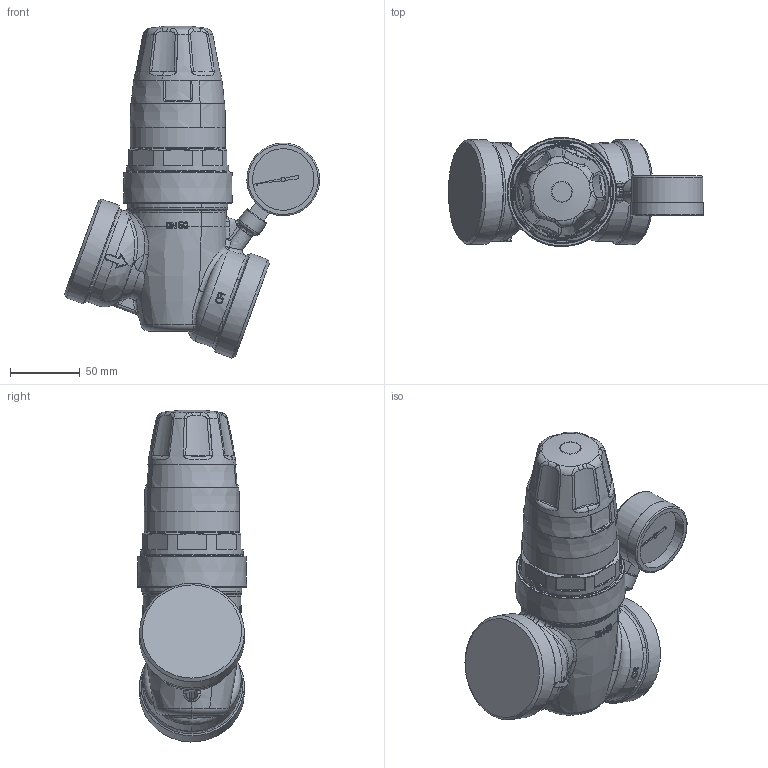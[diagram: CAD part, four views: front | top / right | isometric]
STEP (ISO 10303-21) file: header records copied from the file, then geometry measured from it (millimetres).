
FILE_DESCRIPTION(/* description */ (''),/* implementation_level */ '2;1');
FILE_NAME(/* name */ 'NA535891HA _Simplify_1.stp',/* time_stamp */ '2025-08-19T12:25:48-05:00',/* author */ ('ischreiner'),/* organization */ (''),/* preprocessor_version */ 'ST-DEVELOPER v20',/* originating_system */ 'Autodesk Inventor 2025',/* authorisation */ '');
FILE_SCHEMA (('AUTOMOTIVE_DESIGN { 1 0 10303 214 3 1 1 }'));
Products named in the file (1): NA535891HA _Simplify_1
Bounding box: 182.26 x 77.97 x 237.2 mm (x, y, z)
Volume: 1063604.9 mm3; surface area: 83310.7 mm2
Topology: 2 solids, 2 shells, 814 faces, 2086 edges, 1300 vertices
Faces by surface type: bspline 365, cylinder 161, plane 159, torus 73, cone 33, sphere 23
Full cylindrical faces by diameter (mm): 1.089 x2, 2.723 x1, 3.81 x1, 5.3 x2, 7.95 x1, 10.16 x1, 13 x1, 14 x1, 44 x1, 51 x1, 52 x1, 68 x1, 73 x1, 74.9 x2
Entity records: 51645 total; most frequent: CARTESIAN_POINT 33520, ORIENTED_EDGE 4158, DIRECTION 2679, EDGE_CURVE 2079, VERTEX_POINT 1301, AXIS2_PLACEMENT_3D 1076, B_SPLINE_CURVE_WITH_KNOTS 924, EDGE_LOOP 846
